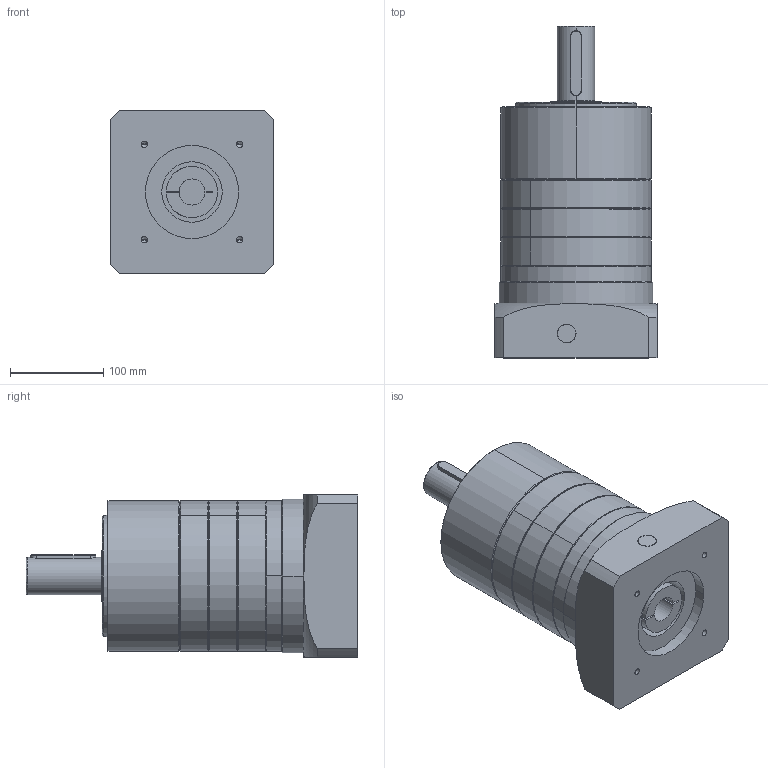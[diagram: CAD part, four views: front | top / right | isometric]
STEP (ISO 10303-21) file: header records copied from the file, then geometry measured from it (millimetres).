
FILE_DESCRIPTION (( 'STEP AP203' ), '1' );
FILE_NAME ('P2E160-L3-175-2.step', '2021-03-14T08:17:58', ( '' ), ( '' ), 'SwSTEP 2.0', 'SolidWorks 2016', '' );
FILE_SCHEMA (( 'CONFIG_CONTROL_DESIGN' ));
Length unit declared in the file: millimetre
Products named in the file (7): 160坶踡輸AQA175-12; 160怀堤粣; 160笢潔撰-L3; P2E160-L3-175-2; 160输入级AQA175-12; 160ヶ儂裔E; 螺塞盖
Assembly tree (6 placements, depth 2):
  P2E160-L3-175-2
    160怀堤粣
    160笢潔撰-L3
    160输入级AQA175-12
    160坶踡輸AQA175-12
    螺塞盖
    160ヶ儂裔E
Bounding box: 175 x 356.5 x 175 mm (x, y, z)
Volume: 6093981.4 mm3; surface area: 340453.5 mm2
Topology: 6 solids, 6 shells, 162 faces, 362 edges, 213 vertices
Faces by surface type: cylinder 68, plane 39, cone 37, torus 18
Entity records: 5593 total; most frequent: CARTESIAN_POINT 1224, DIRECTION 852, ORIENTED_EDGE 688, AXIS2_PLACEMENT_3D 355, EDGE_CURVE 344, VERTEX_POINT 213, EDGE_LOOP 187, CIRCLE 184
